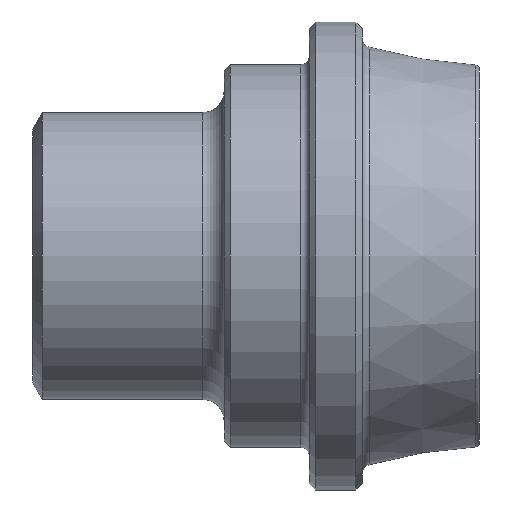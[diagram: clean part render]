
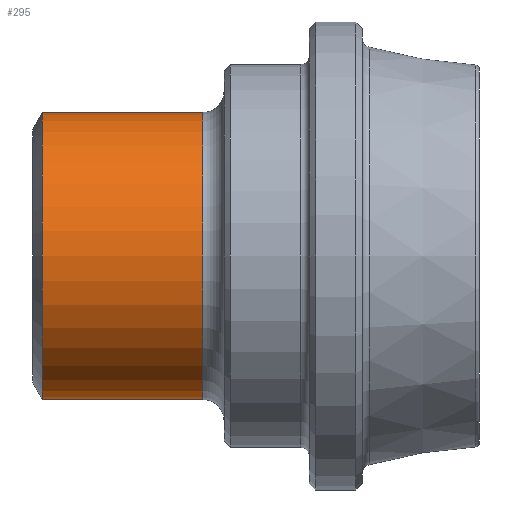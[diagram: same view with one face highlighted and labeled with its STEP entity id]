
A CAD part, front view. The second image highlights one B-rep face of the part: STEP entity #295.
In plain terms, the highlighted cylindrical face has radius 6.75 mm (diameter 13.5 mm), a full revolution.
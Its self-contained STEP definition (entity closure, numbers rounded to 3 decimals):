
#22=CYLINDRICAL_SURFACE('',#356,6.75);
#45=FACE_OUTER_BOUND('',#68,.T.);
#68=EDGE_LOOP('',(#245,#246,#247,#248,#249));
#83=LINE('',#549,#93);
#93=VECTOR('',#451,6.75);
#115=CIRCLE('',#353,6.75);
#117=CIRCLE('',#355,6.75);
#118=CIRCLE('',#357,6.75);
#146=VERTEX_POINT('',#542);
#147=VERTEX_POINT('',#543);
#148=VERTEX_POINT('',#548);
#180=EDGE_CURVE('',#146,#147,#115,.T.);
#182=EDGE_CURVE('',#147,#146,#117,.T.);
#183=EDGE_CURVE('',#146,#148,#83,.T.);
#184=EDGE_CURVE('',#148,#148,#118,.T.);
#245=ORIENTED_EDGE('',*,*,#180,.F.);
#246=ORIENTED_EDGE('',*,*,#183,.T.);
#247=ORIENTED_EDGE('',*,*,#184,.T.);
#248=ORIENTED_EDGE('',*,*,#183,.F.);
#249=ORIENTED_EDGE('',*,*,#182,.F.);
#295=ADVANCED_FACE('',(#45),#22,.T.);
#353=AXIS2_PLACEMENT_3D('',#544,#443,#444);
#355=AXIS2_PLACEMENT_3D('',#546,#447,#448);
#356=AXIS2_PLACEMENT_3D('',#547,#449,#450);
#357=AXIS2_PLACEMENT_3D('',#550,#452,#453);
#443=DIRECTION('center_axis',(1.,0.,0.));
#444=DIRECTION('ref_axis',(0.,-1.,0.));
#447=DIRECTION('center_axis',(1.,0.,0.));
#448=DIRECTION('ref_axis',(0.,-1.,0.));
#449=DIRECTION('center_axis',(1.,0.,0.));
#450=DIRECTION('ref_axis',(0.,1.,0.));
#451=DIRECTION('',(-1.,0.,0.));
#452=DIRECTION('center_axis',(1.,0.,0.));
#453=DIRECTION('ref_axis',(0.,0.,-1.));
#542=CARTESIAN_POINT('',(-13.,-6.75,0.));
#543=CARTESIAN_POINT('',(-13.,0.,6.75));
#544=CARTESIAN_POINT('Origin',(-13.,0.,0.));
#546=CARTESIAN_POINT('Origin',(-13.,0.,0.));
#547=CARTESIAN_POINT('Origin',(-16.269,0.,
0.));
#548=CARTESIAN_POINT('',(-20.538,-6.75,0.));
#549=CARTESIAN_POINT('',(-16.269,-6.75,0.));
#550=CARTESIAN_POINT('Origin',(-20.538,0.,
0.));
